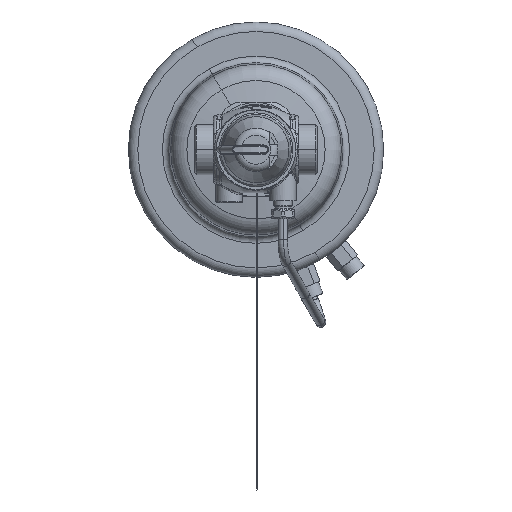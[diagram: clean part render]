
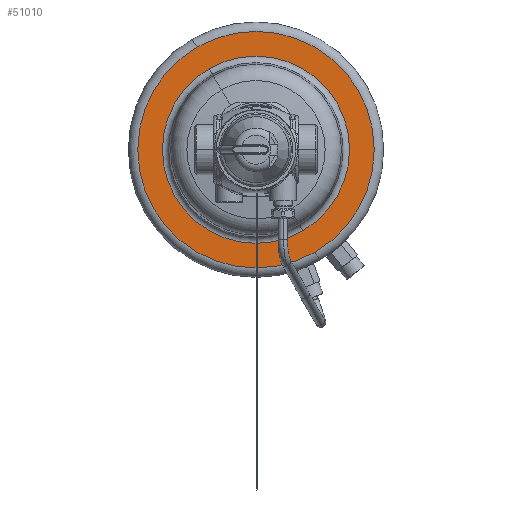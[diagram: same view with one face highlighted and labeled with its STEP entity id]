
A CAD part, front view. The second image highlights one B-rep face of the part: STEP entity #51010.
In plain terms, the highlighted face is planar.
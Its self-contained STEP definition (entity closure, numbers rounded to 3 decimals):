
#46263=CARTESIAN_POINT('',(0.,18.5,0.));
#46264=DIRECTION('',(0.,1.,0.));
#46265=DIRECTION('',(1.,0.,0.));
#46266=AXIS2_PLACEMENT_3D('',#46263,#46264,#46265);
#46278=CARTESIAN_POINT('',(0.,18.5,0.));
#46279=DIRECTION('',(0.,1.,0.));
#46280=DIRECTION('',(-1.,0.,0.));
#46281=AXIS2_PLACEMENT_3D('',#46278,#46279,#46280);
#46311=CARTESIAN_POINT('',(0.,18.5,0.));
#46312=DIRECTION('',(0.,-1.,0.));
#46313=DIRECTION('',(1.,0.,0.));
#46314=AXIS2_PLACEMENT_3D('',#46311,#46312,#46313);
#46334=CARTESIAN_POINT('',(0.,18.5,0.));
#46335=DIRECTION('',(0.,-1.,0.));
#46336=DIRECTION('',(-1.,0.,0.));
#46337=AXIS2_PLACEMENT_3D('',#46334,#46335,#46336);
#49565=CARTESIAN_POINT('',(-62.55,18.5,0.));
#49566=CARTESIAN_POINT('',(62.55,18.5,0.));
#49567=VERTEX_POINT('',#49565);
#49568=VERTEX_POINT('',#49566);
#49585=CARTESIAN_POINT('',(49.498,18.5,0.));
#49586=CARTESIAN_POINT('',(-49.498,18.5,0.));
#49587=VERTEX_POINT('',#49585);
#49588=VERTEX_POINT('',#49586);
#50995=CARTESIAN_POINT('',(0.,18.5,0.));
#50996=DIRECTION('',(0.,-1.,0.));
#50997=DIRECTION('',(-1.,0.,0.));
#50998=AXIS2_PLACEMENT_3D('',#50995,#50996,#50997);
#50999=PLANE('',#50998);
#51000=ORIENTED_EDGE('',*,*,#50976,.F.);
#51001=ORIENTED_EDGE('',*,*,#50958,.F.);
#51002=EDGE_LOOP('',(#51000,#51001));
#51003=FACE_OUTER_BOUND('',#51002,.F.);
#51005=ORIENTED_EDGE('',*,*,#51004,.F.);
#51007=ORIENTED_EDGE('',*,*,#51006,.F.);
#51008=EDGE_LOOP('',(#51005,#51007));
#51009=FACE_BOUND('',#51008,.F.);
#51010=ADVANCED_FACE('',(#51003,#51009),#50999,.F.);
#46267=CIRCLE('',#46266,62.55);
#46282=CIRCLE('',#46281,62.55);
#46315=CIRCLE('',#46314,49.498);
#46338=CIRCLE('',#46337,49.498);
#50958=EDGE_CURVE('',#49568,#49567,#46267,.T.);
#50976=EDGE_CURVE('',#49567,#49568,#46282,.T.);
#51004=EDGE_CURVE('',#49587,#49588,#46315,.T.);
#51006=EDGE_CURVE('',#49588,#49587,#46338,.T.);
